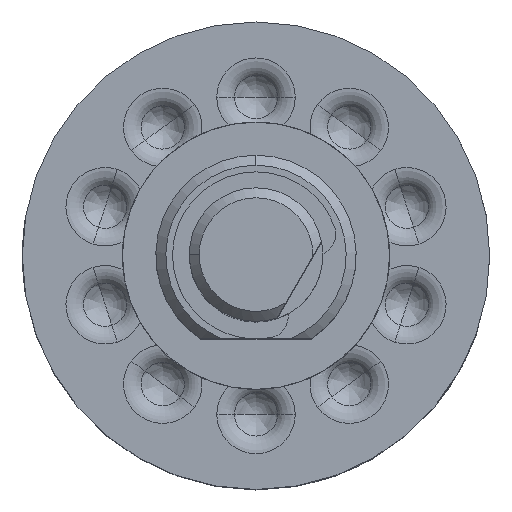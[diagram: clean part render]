
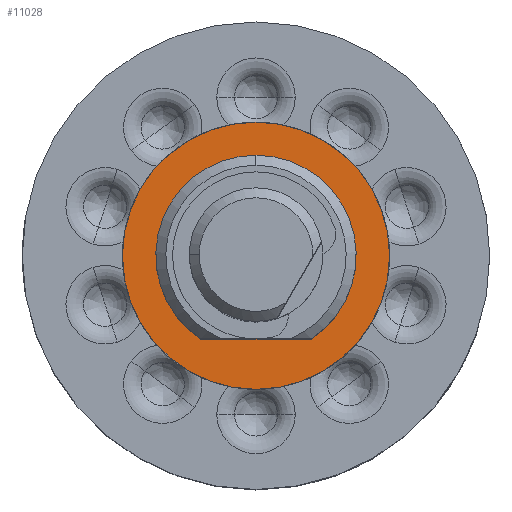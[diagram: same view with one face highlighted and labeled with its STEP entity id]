
A CAD part, top view. The second image highlights one B-rep face of the part: STEP entity #11028.
In plain terms, the highlighted planar face has unit normal (0, 0, 1).
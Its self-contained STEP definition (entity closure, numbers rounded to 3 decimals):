
#244 = DIRECTION ( 'NONE',  ( 0., 0., 1. ) ) ;
#537 = AXIS2_PLACEMENT_3D ( 'NONE', #10053, #244, #3972 ) ;
#999 = CIRCLE ( 'NONE', #10406, 4. ) ;
#1256 = DIRECTION ( 'NONE',  ( 0., 0., 1. ) ) ;
#1389 = EDGE_CURVE ( 'NONE', #11423, #8155, #4733, .T. ) ;
#1462 = CARTESIAN_POINT ( 'NONE',  ( 1.658, -2.5, 0. ) ) ;
#1726 = CARTESIAN_POINT ( 'NONE',  ( 0., 0., 0. ) ) ;
#2315 = CARTESIAN_POINT ( 'NONE',  ( 0., -2.5, 0. ) ) ;
#2405 = ORIENTED_EDGE ( 'NONE', *, *, #1389, .T. ) ;
#2971 = DIRECTION ( 'NONE',  ( 0., -1., 0. ) ) ;
#3260 = EDGE_CURVE ( 'NONE', #10531, #8155, #11168, .T. ) ;
#3972 = DIRECTION ( 'NONE',  ( 0., -1., 0. ) ) ;
#4266 = VERTEX_POINT ( 'NONE', #7585 ) ;
#4733 = LINE ( 'NONE', #2315, #13064 ) ;
#5001 = CARTESIAN_POINT ( 'NONE',  ( 0., 4., 0. ) ) ;
#5637 = DIRECTION ( 'NONE',  ( 0., 0., 1. ) ) ;
#6116 = DIRECTION ( 'NONE',  ( 0., -1., 0. ) ) ;
#6227 = AXIS2_PLACEMENT_3D ( 'NONE', #13363, #1256, #6116 ) ;
#6583 = DIRECTION ( 'NONE',  ( 0., -1., 0. ) ) ;
#6615 = ORIENTED_EDGE ( 'NONE', *, *, #12371, .T. ) ;
#6702 = CIRCLE ( 'NONE', #6227, 4. ) ;
#7033 = EDGE_LOOP ( 'NONE', ( #6615, #15497 ) ) ;
#7438 = CARTESIAN_POINT ( 'NONE',  ( -1.658, -2.5, 0. ) ) ;
#7585 = CARTESIAN_POINT ( 'NONE',  ( 0., -4., 0. ) ) ;
#8155 = VERTEX_POINT ( 'NONE', #7438 ) ;
#8811 = EDGE_LOOP ( 'NONE', ( #13065, #2405, #11479 ) ) ;
#8863 = CIRCLE ( 'NONE', #14649, 3. ) ;
#9247 = EDGE_CURVE ( 'NONE', #4266, #9525, #999, .T. ) ;
#9525 = VERTEX_POINT ( 'NONE', #5001 ) ;
#10053 = CARTESIAN_POINT ( 'NONE',  ( 0., 0., 0. ) ) ;
#10243 = DIRECTION ( 'NONE',  ( 0., 0., 1. ) ) ;
#10295 = CARTESIAN_POINT ( 'NONE',  ( 0., 0., 0. ) ) ;
#10406 = AXIS2_PLACEMENT_3D ( 'NONE', #11854, #5637, #15445 ) ;
#10531 = VERTEX_POINT ( 'NONE', #11261 ) ;
#11028 = ADVANCED_FACE ( 'NONE', ( #12308, #13618 ), #12545, .T. ) ;
#11168 = CIRCLE ( 'NONE', #15004, 3. ) ;
#11261 = CARTESIAN_POINT ( 'NONE',  ( 0., 3., 0. ) ) ;
#11423 = VERTEX_POINT ( 'NONE', #1462 ) ;
#11479 = ORIENTED_EDGE ( 'NONE', *, *, #3260, .F. ) ;
#11854 = CARTESIAN_POINT ( 'NONE',  ( 0., 0., 0. ) ) ;
#12308 = FACE_BOUND ( 'NONE', #8811, .T. ) ;
#12371 = EDGE_CURVE ( 'NONE', #9525, #4266, #6702, .T. ) ;
#12545 = PLANE ( 'NONE',  #537 ) ;
#12891 = EDGE_CURVE ( 'NONE', #11423, #10531, #8863, .T. ) ;
#13064 = VECTOR ( 'NONE', #14395, 1000. ) ;
#13065 = ORIENTED_EDGE ( 'NONE', *, *, #12891, .F. ) ;
#13363 = CARTESIAN_POINT ( 'NONE',  ( 0., 0., 0. ) ) ;
#13618 = FACE_OUTER_BOUND ( 'NONE', #7033, .T. ) ;
#13868 = DIRECTION ( 'NONE',  ( 0., 0., 1. ) ) ;
#14395 = DIRECTION ( 'NONE',  ( -1., 0., 0. ) ) ;
#14649 = AXIS2_PLACEMENT_3D ( 'NONE', #10295, #13868, #6583 ) ;
#15004 = AXIS2_PLACEMENT_3D ( 'NONE', #1726, #10243, #2971 ) ;
#15445 = DIRECTION ( 'NONE',  ( 0., -1., 0. ) ) ;
#15497 = ORIENTED_EDGE ( 'NONE', *, *, #9247, .T. ) ;
